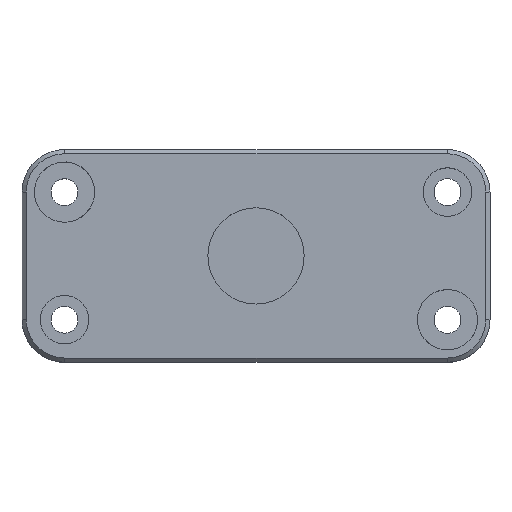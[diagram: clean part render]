
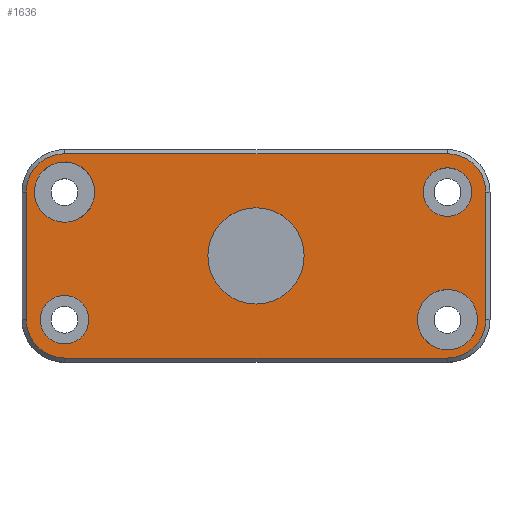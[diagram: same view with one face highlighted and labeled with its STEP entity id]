
A CAD part, top view. The second image highlights one B-rep face of the part: STEP entity #1636.
In plain terms, the highlighted planar face has unit normal (0, 0, 1).
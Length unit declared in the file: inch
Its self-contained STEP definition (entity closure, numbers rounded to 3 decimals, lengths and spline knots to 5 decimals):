
#25=FACE_BOUND('',#277,.T.);
#26=FACE_BOUND('',#278,.T.);
#27=FACE_BOUND('',#279,.T.);
#28=FACE_BOUND('',#280,.T.);
#29=FACE_BOUND('',#281,.T.);
#76=CIRCLE('',#1733,0.18);
#78=CIRCLE('',#1737,0.18);
#80=CIRCLE('',#1741,0.18);
#82=CIRCLE('',#1745,0.18);
#86=CIRCLE('',#1754,0.11417);
#87=CIRCLE('',#1755,0.11417);
#88=CIRCLE('',#1756,0.14173);
#89=CIRCLE('',#1757,0.14173);
#90=CIRCLE('',#1758,0.14173);
#91=CIRCLE('',#1759,0.14173);
#92=CIRCLE('',#1760,0.22638);
#184=FACE_OUTER_BOUND('',#276,.T.);
#276=EDGE_LOOP('',(#1136,#1137,#1138,#1139,#1140,#1141,#1142,#1143));
#277=EDGE_LOOP('',(#1144));
#278=EDGE_LOOP('',(#1145));
#279=EDGE_LOOP('',(#1146,#1147));
#280=EDGE_LOOP('',(#1148,#1149));
#281=EDGE_LOOP('',(#1150));
#381=LINE('',#2412,#535);
#386=LINE('',#2426,#540);
#390=LINE('',#2438,#544);
#394=LINE('',#2450,#548);
#535=VECTOR('',#1909,0.3937);
#540=VECTOR('',#1922,0.3937);
#544=VECTOR('',#1934,0.3937);
#548=VECTOR('',#1946,0.3937);
#689=VERTEX_POINT('',#2409);
#690=VERTEX_POINT('',#2411);
#693=VERTEX_POINT('',#2418);
#695=VERTEX_POINT('',#2424);
#697=VERTEX_POINT('',#2430);
#699=VERTEX_POINT('',#2436);
#701=VERTEX_POINT('',#2442);
#703=VERTEX_POINT('',#2448);
#709=VERTEX_POINT('',#2474);
#710=VERTEX_POINT('',#2476);
#711=VERTEX_POINT('',#2478);
#712=VERTEX_POINT('',#2479);
#713=VERTEX_POINT('',#2482);
#714=VERTEX_POINT('',#2483);
#715=VERTEX_POINT('',#2486);
#846=EDGE_CURVE('',#689,#690,#381,.T.);
#850=EDGE_CURVE('',#693,#689,#76,.T.);
#853=EDGE_CURVE('',#695,#693,#386,.T.);
#856=EDGE_CURVE('',#697,#695,#78,.T.);
#859=EDGE_CURVE('',#699,#697,#390,.T.);
#862=EDGE_CURVE('',#701,#699,#80,.T.);
#865=EDGE_CURVE('',#703,#701,#394,.T.);
#867=EDGE_CURVE('',#690,#703,#82,.T.);
#878=EDGE_CURVE('',#709,#709,#86,.T.);
#879=EDGE_CURVE('',#710,#710,#87,.T.);
#880=EDGE_CURVE('',#711,#712,#88,.T.);
#881=EDGE_CURVE('',#712,#711,#89,.T.);
#882=EDGE_CURVE('',#713,#714,#90,.T.);
#883=EDGE_CURVE('',#714,#713,#91,.T.);
#884=EDGE_CURVE('',#715,#715,#92,.T.);
#1136=ORIENTED_EDGE('',*,*,#846,.F.);
#1137=ORIENTED_EDGE('',*,*,#850,.F.);
#1138=ORIENTED_EDGE('',*,*,#853,.F.);
#1139=ORIENTED_EDGE('',*,*,#856,.F.);
#1140=ORIENTED_EDGE('',*,*,#859,.F.);
#1141=ORIENTED_EDGE('',*,*,#862,.F.);
#1142=ORIENTED_EDGE('',*,*,#865,.F.);
#1143=ORIENTED_EDGE('',*,*,#867,.F.);
#1144=ORIENTED_EDGE('',*,*,#878,.T.);
#1145=ORIENTED_EDGE('',*,*,#879,.T.);
#1146=ORIENTED_EDGE('',*,*,#880,.T.);
#1147=ORIENTED_EDGE('',*,*,#881,.T.);
#1148=ORIENTED_EDGE('',*,*,#882,.T.);
#1149=ORIENTED_EDGE('',*,*,#883,.T.);
#1150=ORIENTED_EDGE('',*,*,#884,.T.);
#1580=PLANE('',#1753);
#1636=ADVANCED_FACE('',(#184,#25,#26,#27,#28,#29),#1580,.T.);
#1733=AXIS2_PLACEMENT_3D('',#2420,#1915,#1916);
#1737=AXIS2_PLACEMENT_3D('',#2432,#1927,#1928);
#1741=AXIS2_PLACEMENT_3D('',#2444,#1939,#1940);
#1745=AXIS2_PLACEMENT_3D('',#2453,#1950,#1951);
#1753=AXIS2_PLACEMENT_3D('',#2473,#1973,#1974);
#1754=AXIS2_PLACEMENT_3D('',#2475,#1975,#1976);
#1755=AXIS2_PLACEMENT_3D('',#2477,#1977,#1978);
#1756=AXIS2_PLACEMENT_3D('',#2480,#1979,#1980);
#1757=AXIS2_PLACEMENT_3D('',#2481,#1981,#1982);
#1758=AXIS2_PLACEMENT_3D('',#2484,#1983,#1984);
#1759=AXIS2_PLACEMENT_3D('',#2485,#1985,#1986);
#1760=AXIS2_PLACEMENT_3D('',#2487,#1987,#1988);
#1909=DIRECTION('',(0.,-1.,0.));
#1915=DIRECTION('center_axis',(0.,0.,-1.));
#1916=DIRECTION('ref_axis',(1.,0.,0.));
#1922=DIRECTION('',(1.,0.,0.));
#1927=DIRECTION('center_axis',(0.,0.,-1.));
#1928=DIRECTION('ref_axis',(0.,1.,0.));
#1934=DIRECTION('',(0.,1.,0.));
#1939=DIRECTION('center_axis',(0.,0.,-1.));
#1940=DIRECTION('ref_axis',(-1.,0.,0.));
#1946=DIRECTION('',(-1.,0.,0.));
#1950=DIRECTION('center_axis',(0.,0.,-1.));
#1951=DIRECTION('ref_axis',(0.,-1.,0.));
#1973=DIRECTION('center_axis',(0.,0.,1.));
#1974=DIRECTION('ref_axis',(1.,0.,0.));
#1975=DIRECTION('center_axis',(0.,0.,-1.));
#1976=DIRECTION('ref_axis',(1.,0.,0.));
#1977=DIRECTION('center_axis',(0.,0.,-1.));
#1978=DIRECTION('ref_axis',(1.,0.,0.));
#1979=DIRECTION('center_axis',(0.,0.,-1.));
#1980=DIRECTION('ref_axis',(1.,0.,0.));
#1981=DIRECTION('center_axis',(0.,0.,-1.));
#1982=DIRECTION('ref_axis',(1.,0.,0.));
#1983=DIRECTION('center_axis',(0.,0.,-1.));
#1984=DIRECTION('ref_axis',(1.,0.,0.));
#1985=DIRECTION('center_axis',(0.,0.,-1.));
#1986=DIRECTION('ref_axis',(1.,0.,0.));
#1987=DIRECTION('center_axis',(0.,0.,-1.));
#1988=DIRECTION('ref_axis',(1.,0.,0.));
#2409=CARTESIAN_POINT('',(2.18,0.8,0.30709));
#2411=CARTESIAN_POINT('',(2.18,0.2,0.30709));
#2412=CARTESIAN_POINT('',(2.18,0.35,0.30709));
#2418=CARTESIAN_POINT('',(2.,0.98,0.30709));
#2420=CARTESIAN_POINT('Origin',(2.,0.8,0.30709));
#2424=CARTESIAN_POINT('',(0.2,0.98,0.30709));
#2426=CARTESIAN_POINT('',(1.55,0.98,0.30709));
#2430=CARTESIAN_POINT('',(0.02,0.8,0.30709));
#2432=CARTESIAN_POINT('Origin',(0.2,0.8,0.30709));
#2436=CARTESIAN_POINT('',(0.02,0.2,0.30709));
#2438=CARTESIAN_POINT('',(0.02,0.65,0.30709));
#2442=CARTESIAN_POINT('',(0.2,0.02,0.30709));
#2444=CARTESIAN_POINT('Origin',(0.2,0.2,0.30709));
#2448=CARTESIAN_POINT('',(2.,0.02,0.30709));
#2450=CARTESIAN_POINT('',(0.65,0.02,0.30709));
#2453=CARTESIAN_POINT('Origin',(2.,0.2,0.30709));
#2473=CARTESIAN_POINT('Origin',(1.1,0.5,0.30709));
#2474=CARTESIAN_POINT('',(0.08583,0.2,0.30709));
#2475=CARTESIAN_POINT('Origin',(0.2,0.2,0.30709));
#2476=CARTESIAN_POINT('',(1.88583,0.8,0.30709));
#2477=CARTESIAN_POINT('Origin',(2.,0.8,0.30709));
#2478=CARTESIAN_POINT('',(2.14119,0.18765,0.30709));
#2479=CARTESIAN_POINT('',(1.85827,0.2,0.30709));
#2480=CARTESIAN_POINT('Origin',(2.,0.2,0.30709));
#2481=CARTESIAN_POINT('Origin',(2.,0.2,0.30709));
#2482=CARTESIAN_POINT('',(0.05881,0.81235,0.30709));
#2483=CARTESIAN_POINT('',(0.05827,0.8,0.30709));
#2484=CARTESIAN_POINT('Origin',(0.2,0.8,0.30709));
#2485=CARTESIAN_POINT('Origin',(0.2,0.8,0.30709));
#2486=CARTESIAN_POINT('',(0.87362,0.5,0.30709));
#2487=CARTESIAN_POINT('Origin',(1.1,0.5,0.30709));
